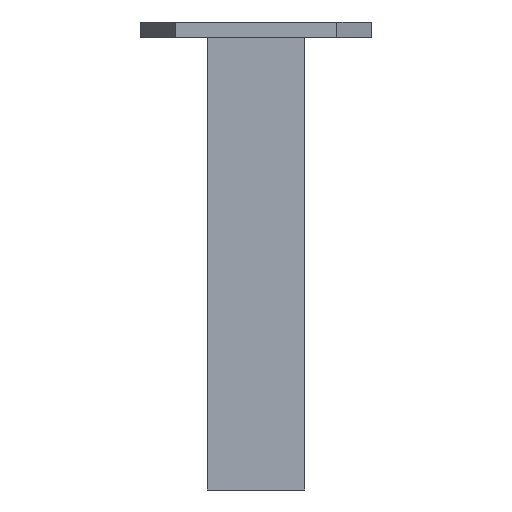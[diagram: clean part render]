
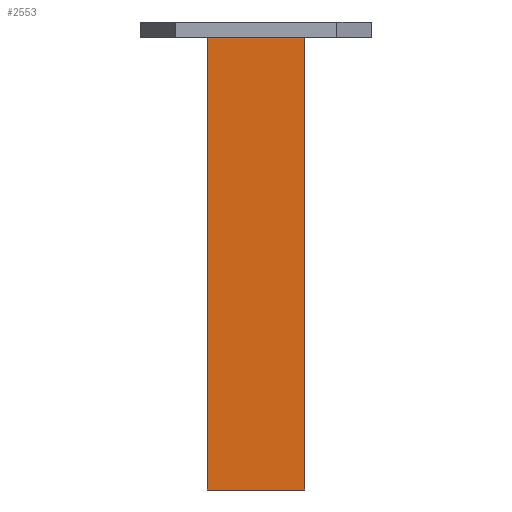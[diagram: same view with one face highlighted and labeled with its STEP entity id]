
A CAD part, front view. The second image highlights one B-rep face of the part: STEP entity #2553.
In plain terms, the highlighted planar face has unit normal (0, -1, 0).
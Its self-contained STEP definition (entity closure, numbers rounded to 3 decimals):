
#28 = LINE ( 'NONE', #1488, #35 ) ;
#35 = VECTOR ( 'NONE', #1483, 1000. ) ;
#172 = LINE ( 'NONE', #777, #175 ) ;
#175 = VECTOR ( 'NONE', #778, 1000. ) ;
#176 = LINE ( 'NONE', #780, #179 ) ;
#178 = LINE ( 'NONE', #782, #181 ) ;
#179 = VECTOR ( 'NONE', #781, 1000. ) ;
#181 = VECTOR ( 'NONE', #783, 1000. ) ;
#435 = FACE_OUTER_BOUND ( 'NONE', #2232, .T. ) ;
#777 = CARTESIAN_POINT ( 'NONE',  ( -21., -40., 196. ) ) ;
#778 = DIRECTION ( 'NONE',  ( 0., 0., -1. ) ) ;
#780 = CARTESIAN_POINT ( 'NONE',  ( 21., -40., 0. ) ) ;
#781 = DIRECTION ( 'NONE',  ( 1., 0., 0. ) ) ;
#782 = CARTESIAN_POINT ( 'NONE',  ( 21., -40., 196. ) ) ;
#783 = DIRECTION ( 'NONE',  ( 1., 0., 0. ) ) ;
#982 = CARTESIAN_POINT ( 'NONE',  ( 21., -40., 196. ) ) ;
#1032 = EDGE_CURVE ( 'NONE', #1938, #2034, #28, .T. ) ;
#1118 = EDGE_CURVE ( 'NONE', #2239, #2244, #172, .T. ) ;
#1120 = EDGE_CURVE ( 'NONE', #2244, #2034, #176, .T. ) ;
#1121 = EDGE_CURVE ( 'NONE', #2239, #1938, #178, .T. ) ;
#1347 = AXIS2_PLACEMENT_3D ( 'NONE', #1790, #1797, #1798 ) ;
#1483 = DIRECTION ( 'NONE',  ( 0., 0., -1. ) ) ;
#1488 = CARTESIAN_POINT ( 'NONE',  ( 21., -40., 196. ) ) ;
#1524 = CARTESIAN_POINT ( 'NONE',  ( 21., -40., 0. ) ) ;
#1578 = CARTESIAN_POINT ( 'NONE',  ( -21., -40., 196. ) ) ;
#1586 = CARTESIAN_POINT ( 'NONE',  ( -21., -40., 0. ) ) ;
#1790 = CARTESIAN_POINT ( 'NONE',  ( 21., -40., 196. ) ) ;
#1796 = PLANE ( 'NONE',  #1347 ) ;
#1797 = DIRECTION ( 'NONE',  ( 0., 1., 0. ) ) ;
#1798 = DIRECTION ( 'NONE',  ( -1., 0., 0. ) ) ;
#1938 = VERTEX_POINT ( 'NONE', #982 ) ;
#1972 = ORIENTED_EDGE ( 'NONE', *, *, #1120, .T. ) ;
#1973 = ORIENTED_EDGE ( 'NONE', *, *, #1032, .F. ) ;
#1974 = ORIENTED_EDGE ( 'NONE', *, *, #1121, .F. ) ;
#1975 = ORIENTED_EDGE ( 'NONE', *, *, #1118, .T. ) ;
#2034 = VERTEX_POINT ( 'NONE', #1524 ) ;
#2232 = EDGE_LOOP ( 'NONE', ( #1972, #1973, #1974, #1975 ) ) ;
#2239 = VERTEX_POINT ( 'NONE', #1578 ) ;
#2244 = VERTEX_POINT ( 'NONE', #1586 ) ;
#2553 = ADVANCED_FACE ( 'NONE', ( #435 ), #1796, .F. ) ;
